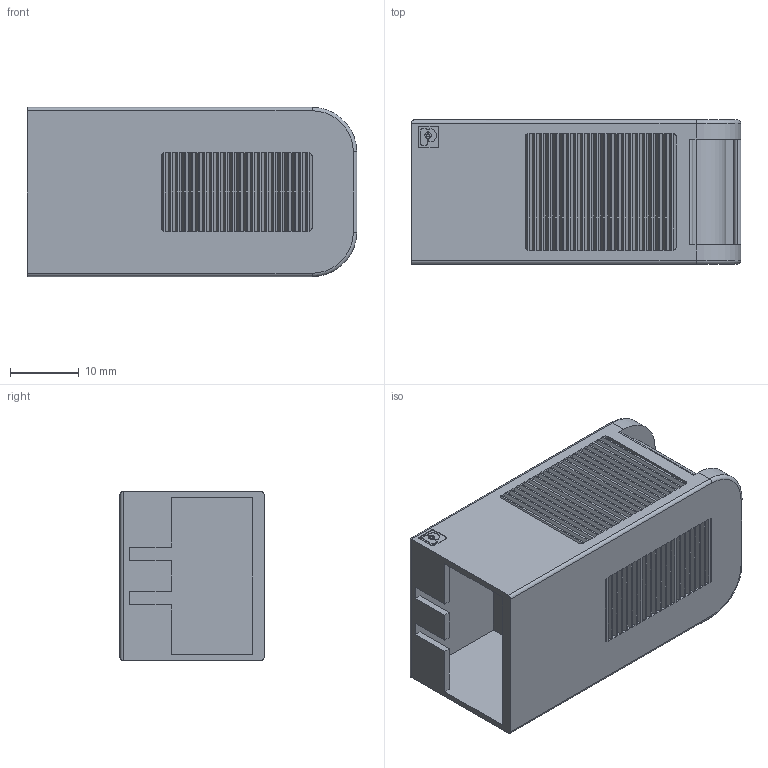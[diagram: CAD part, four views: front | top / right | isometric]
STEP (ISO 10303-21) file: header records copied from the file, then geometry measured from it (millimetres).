
FILE_DESCRIPTION(('SolidDesigner STEP Export'),'2;1');
FILE_NAME('kgg_pc_4_3.stp','2006-01-20T 9:18:07',(''),(''),'OneSpace Designer STEP processor for AP214 (Solid Model)','OneSpace Designer 13.01 05-Feb-2005 (C) CoCreate Software GmbH','');
FILE_SCHEMA(('AUTOMOTIVE_DESIGN { 1 0 10303 214 1 1 1 1 }'));
Length unit declared in the file: millimetre
Products named in the file (2): kgg-pc_4-3
Assembly tree (1 placements, depth 2):
  kgg-pc_4-3
    kgg-pc_4-3
Bounding box: 48 x 21 x 24.66 mm (x, y, z)
Volume: 17243.2 mm3; surface area: 8158.6 mm2
Topology: 1 solids, 1 shells, 455 faces, 1064 edges, 706 vertices
Faces by surface type: plane 377, cylinder 68, torus 6, cone 4
Entity records: 15669 total; most frequent: CARTESIAN_POINT 2138, ORIENTED_EDGE 2128, DIRECTION 1747, EDGE_CURVE 1064, VECTOR 885, LINE 885, VERTEX_POINT 706, EDGE_LOOP 550
